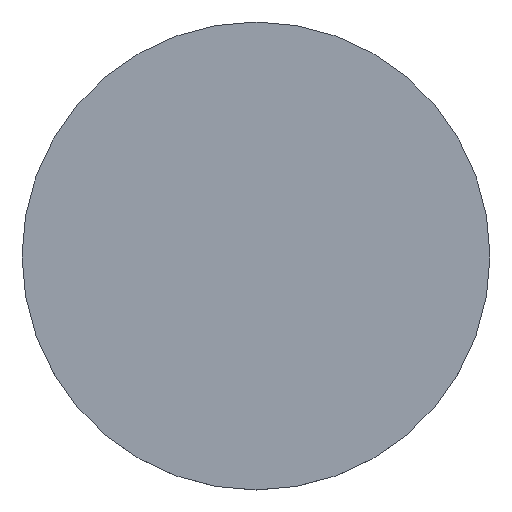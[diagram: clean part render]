
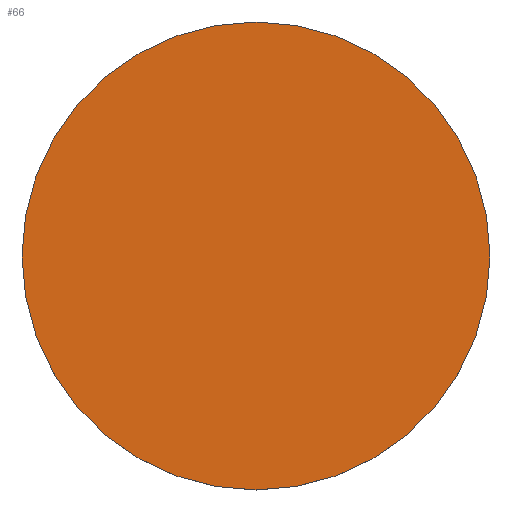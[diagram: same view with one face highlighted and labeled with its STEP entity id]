
A CAD part, top view. The second image highlights one B-rep face of the part: STEP entity #66.
In plain terms, the highlighted planar face has unit normal (0, 0, 1).
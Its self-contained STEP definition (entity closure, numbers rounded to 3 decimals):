
#45=EDGE_CURVE('Unnamed[1]',#101,#101,#102,.T.);
#66=ADVANCED_FACE('Unnamed[1]',(#131),#132,.T.);
#101=VERTEX_POINT('',#165);
#102=CIRCLE('',#166,17.65);
#131=FACE_OUTER_BOUND('',#202,.T.);
#132=PLANE('',#203);
#165=CARTESIAN_POINT('',(0.,17.65,26.7));
#166=AXIS2_PLACEMENT_3D('',#229,#230,#231);
#202=EDGE_LOOP('',(#260));
#203=AXIS2_PLACEMENT_3D('',#261,#262,#263);
#229=CARTESIAN_POINT('',(0.,0.,26.7));
#230=DIRECTION('',(0.,0.,-1.0));
#231=DIRECTION('',(0.,1.0,0.));
#260=ORIENTED_EDGE('',*,*,#45,.F.);
#261=CARTESIAN_POINT('',(0.,8.825,26.7));
#262=DIRECTION('',(0.,0.,1.0));
#263=DIRECTION('',(0.,-1.0,0.));
